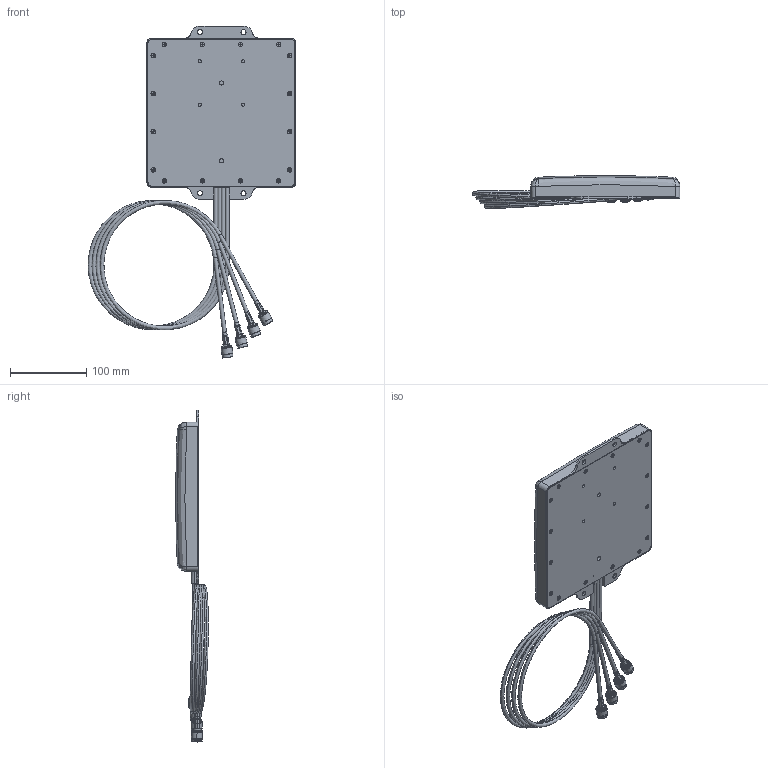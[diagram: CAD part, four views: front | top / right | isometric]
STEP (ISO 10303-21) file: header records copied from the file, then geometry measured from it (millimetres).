
FILE_DESCRIPTION (( 'STEP AP214' ), '1' );
FILE_NAME ('HG245808DP-4RTP36.STEP', '2016-04-07T12:29:13', ( 'L-Com' ), ( 'L-Com Global Connectivity' ), 'SwSTEP 2.0', 'SolidWorks 2014', '' );
FILE_SCHEMA (( 'AUTOMOTIVE_DESIGN' ));
Length unit declared in the file: inch
Products named in the file (10): ARTP-1708; HEATSH-HEX_stepd_195White; HG245808DP-4RTP36_Coax4; HG245808DP-4RTP36_Coax3; HG245808DP-4RTP36_Coax2; HG245808DP-4RTP36_Coax1; M2.9x9.5_FHPH sheetmetalScrew; HG245808DP-4RTP36_Backplate; HG245808DP-4RTP36_Radome; HG245808DP-4RTP36
Assembly tree (30 placements, depth 2):
  HG245808DP-4RTP36
    HG245808DP-4RTP36_Radome
    HG245808DP-4RTP36_Backplate
    M2.9x9.5_FHPH sheetmetalScrew  x16
    HG245808DP-4RTP36_Coax1
    HG245808DP-4RTP36_Coax2
    HG245808DP-4RTP36_Coax3
    HG245808DP-4RTP36_Coax4
    HEATSH-HEX_stepd_195White  x4
    ARTP-1708  x4
Bounding box: 272.84 x 42.95 x 435.84 mm (x, y, z)
Volume: 296715.7 mm3; surface area: 289321.3 mm2
Topology: 30 solids, 30 shells, 2286 faces, 5755 edges, 3611 vertices
Faces by surface type: cylinder 788, plane 628, cone 475, bspline 311, torus 60, sphere 24
Entity records: 35440 total; most frequent: CARTESIAN_POINT 16292, ORIENTED_EDGE 3744, DIRECTION 3529, EDGE_CURVE 1872, AXIS2_PLACEMENT_3D 1354, VERTEX_POINT 1176, EDGE_LOOP 866, LINE 821
